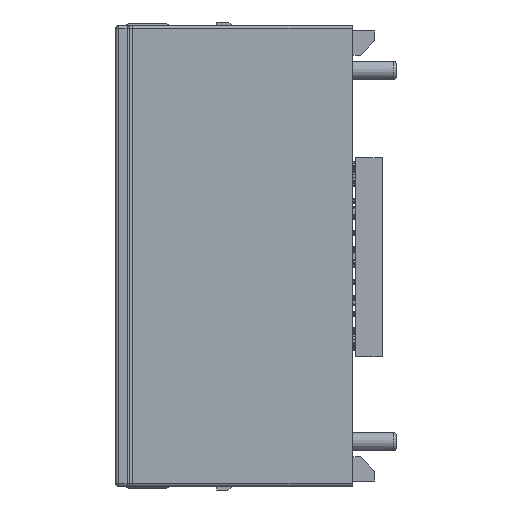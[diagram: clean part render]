
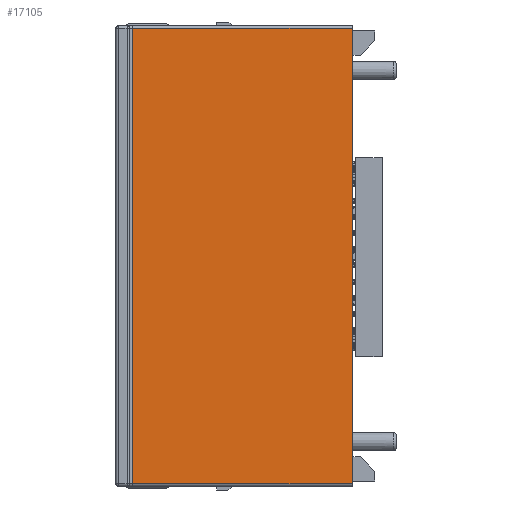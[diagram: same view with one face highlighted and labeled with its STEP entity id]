
A CAD part, front view. The second image highlights one B-rep face of the part: STEP entity #17105.
In plain terms, the highlighted planar face has unit normal (0, -1, 0).
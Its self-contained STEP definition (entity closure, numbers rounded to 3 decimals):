
#122=DIRECTION('',(0.,0.,-1.));
#123=VECTOR('',#122,35.7);
#124=CARTESIAN_POINT('',(-32.7,-9.7,43.6));
#125=LINE('',#124,#123);
#134=DIRECTION('',(1.,0.,0.));
#135=VECTOR('',#134,17.25);
#136=CARTESIAN_POINT('',(-32.7,-9.7,7.9));
#137=LINE('',#136,#135);
#171=DIRECTION('',(0.,0.,1.));
#172=VECTOR('',#171,35.7);
#173=CARTESIAN_POINT('',(-15.45,-9.7,7.9));
#174=LINE('',#173,#172);
#12769=DIRECTION('',(-1.,0.,0.));
#12770=VECTOR('',#12769,17.25);
#12771=CARTESIAN_POINT('',(-15.45,-9.7,43.6));
#12772=LINE('',#12771,#12770);
#12973=CARTESIAN_POINT('',(-32.7,-9.7,43.6));
#12974=CARTESIAN_POINT('',(-32.7,-9.7,7.9));
#12975=VERTEX_POINT('',#12973);
#12976=VERTEX_POINT('',#12974);
#12977=CARTESIAN_POINT('',(-15.45,-9.7,7.9));
#12978=VERTEX_POINT('',#12977);
#12979=CARTESIAN_POINT('',(-15.45,-9.7,43.6));
#12980=VERTEX_POINT('',#12979);
#17091=CARTESIAN_POINT('',(-34.,-9.7,7.7));
#17092=DIRECTION('',(0.,-1.,0.));
#17093=DIRECTION('',(0.,0.,1.));
#17094=AXIS2_PLACEMENT_3D('',#17091,#17092,#17093);
#17095=PLANE('',#17094);
#17097=ORIENTED_EDGE('',*,*,#17096,.F.);
#17098=ORIENTED_EDGE('',*,*,#17081,.F.);
#17100=ORIENTED_EDGE('',*,*,#17099,.F.);
#17102=ORIENTED_EDGE('',*,*,#17101,.F.);
#17103=EDGE_LOOP('',(#17097,#17098,#17100,#17102));
#17104=FACE_OUTER_BOUND('',#17103,.F.);
#17105=ADVANCED_FACE('',(#17104),#17095,.T.);
#17081=EDGE_CURVE('',#12975,#12976,#125,.T.);
#17096=EDGE_CURVE('',#12976,#12978,#137,.T.);
#17099=EDGE_CURVE('',#12980,#12975,#12772,.T.);
#17101=EDGE_CURVE('',#12978,#12980,#174,.T.);
